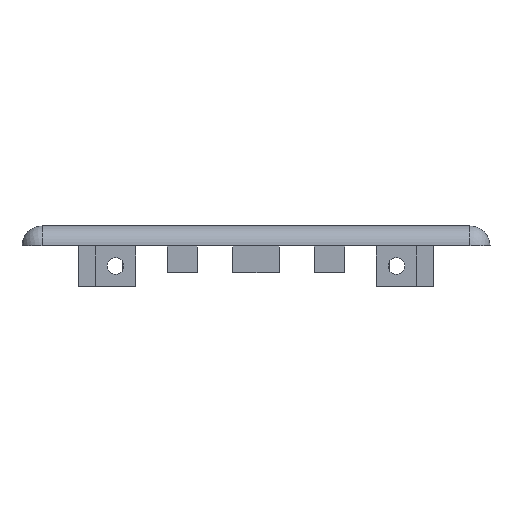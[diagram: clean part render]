
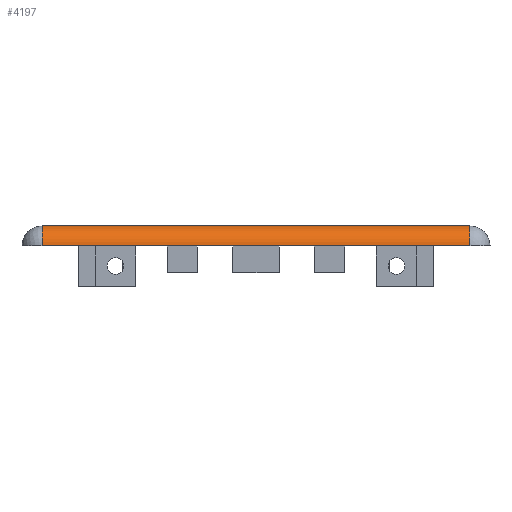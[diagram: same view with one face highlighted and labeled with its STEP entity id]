
A CAD part, left-side view. The second image highlights one B-rep face of the part: STEP entity #4197.
In plain terms, the highlighted cylindrical face has radius 3 mm (diameter 6 mm), a partial arc.
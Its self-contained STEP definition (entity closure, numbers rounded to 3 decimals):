
#52=CYLINDRICAL_SURFACE('',#4490,3.);
#160=CIRCLE('',#4491,3.);
#161=CIRCLE('',#4492,3.);
#351=FACE_OUTER_BOUND('',#585,.T.);
#585=EDGE_LOOP('',(#3689,#3690,#3691,#3692));
#629=LINE('',#5639,#1149);
#1116=LINE('',#6755,#1636);
#1149=VECTOR('',#4542,10.);
#1636=VECTOR('',#5535,10.);
#1667=VERTEX_POINT('',#5635);
#1669=VERTEX_POINT('',#5638);
#2043=VERTEX_POINT('',#6746);
#2045=VERTEX_POINT('',#6752);
#2066=EDGE_CURVE('',#1667,#1669,#629,.T.);
#2622=EDGE_CURVE('',#2045,#1669,#160,.T.);
#2623=EDGE_CURVE('',#1667,#2043,#161,.T.);
#2624=EDGE_CURVE('',#2043,#2045,#1116,.T.);
#3689=ORIENTED_EDGE('',*,*,#2622,.T.);
#3690=ORIENTED_EDGE('',*,*,#2066,.F.);
#3691=ORIENTED_EDGE('',*,*,#2623,.T.);
#3692=ORIENTED_EDGE('',*,*,#2624,.T.);
#4197=ADVANCED_FACE('',(#351),#52,.T.);
#4490=AXIS2_PLACEMENT_3D('',#6751,#5529,#5530);
#4491=AXIS2_PLACEMENT_3D('',#6753,#5531,#5532);
#4492=AXIS2_PLACEMENT_3D('',#6754,#5533,#5534);
#4542=DIRECTION('',(0.,1.,0.));
#5529=DIRECTION('center_axis',(0.,-1.,0.));
#5530=DIRECTION('ref_axis',(-0.707,0.,0.707));
#5531=DIRECTION('center_axis',(0.,-1.,0.));
#5532=DIRECTION('ref_axis',(0.,0.,
1.));
#5533=DIRECTION('center_axis',(0.,1.,0.));
#5534=DIRECTION('ref_axis',(-1.,0.,0.));
#5535=DIRECTION('',(0.,1.,0.));
#5635=CARTESIAN_POINT('',(7.504,-0.845,64.));
#5638=CARTESIAN_POINT('',(7.504,63.155,64.));
#5639=CARTESIAN_POINT('',(7.504,48.655,64.));
#6746=CARTESIAN_POINT('',(10.504,-0.845,67.));
#6751=CARTESIAN_POINT('Origin',(10.504,48.655,64.));
#6752=CARTESIAN_POINT('',(10.504,63.155,67.));
#6753=CARTESIAN_POINT('Origin',(10.504,63.155,64.));
#6754=CARTESIAN_POINT('Origin',(10.504,-0.845,64.));
#6755=CARTESIAN_POINT('',(10.504,48.655,67.));
